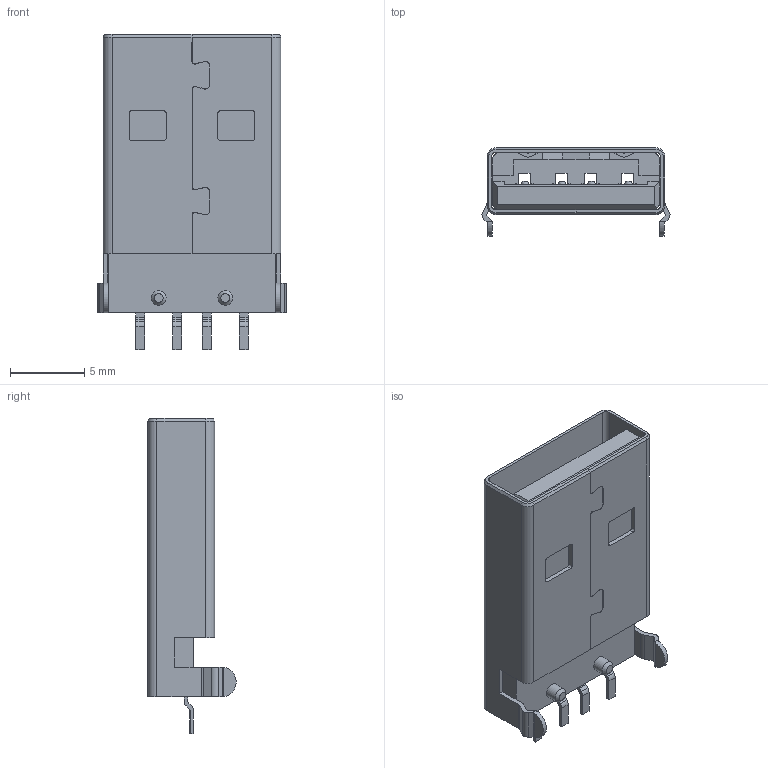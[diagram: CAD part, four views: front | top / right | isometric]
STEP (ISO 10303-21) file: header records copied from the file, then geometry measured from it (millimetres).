
FILE_DESCRIPTION( ( 'STEP AP214' ), '1' );
FILE_NAME( 'USB1061-GF-L-A.stp', '2019-06-01T16:01:04', ( '' ), ( '' ), ' ', 'PARTsolutions', ' ' );
FILE_SCHEMA( ( 'AUTOMOTIVE_DESIGN { 1 0 10303 214 1 1 1 1 }' ) );
Length unit declared in the file: millimetre
Products named in the file (6): USB1061-GF-L-A; ±£´æÊµÌå1[1]; ±£´æÊµÌå1[4]; ±£´æÊµÌå1[3]; ±£´æÊµÌå1[2]; ±£´æÊµÌå1[5]
Assembly tree (5 placements, depth 2):
  USB1061-GF-L-A
    ±£´æÊµÌå1[1]
    ±£´æÊµÌå1[4]
    ±£´æÊµÌå1[3]
    ±£´æÊµÌå1[2]
    ±£´æÊµÌå1[5]
Bounding box: 12.7 x 5.95 x 21.28 mm (x, y, z)
Volume: 680.9 mm3; surface area: 1494.4 mm2
Topology: 5 solids, 5 shells, 477 faces, 1355 edges, 878 vertices
Faces by surface type: plane 339, cylinder 124, bspline 8, cone 6
Full cylindrical faces by diameter (mm): 0.7 x4, 1 x2
Entity records: 19495 total; most frequent: CARTESIAN_POINT 3101, ORIENTED_EDGE 2692, DIRECTION 2505, EDGE_CURVE 1346, LINE 1057, VECTOR 1057, VERTEX_POINT 877, AXIS2_PLACEMENT_3D 724
